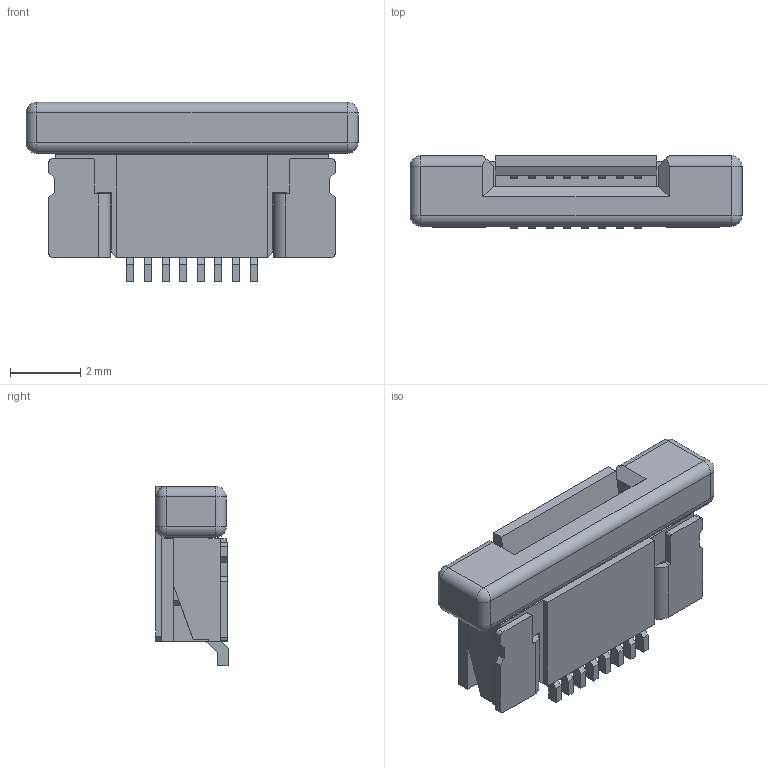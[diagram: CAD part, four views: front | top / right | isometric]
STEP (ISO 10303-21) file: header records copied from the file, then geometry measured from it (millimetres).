
FILE_DESCRIPTION(/* description */ (''),/* implementation_level */ '2;1');
FILE_NAME(/* name */ '1734839-8.step',/* time_stamp */ '2021-10-12T17:07:47+02:00',/* author */ (''),/* organization */ (''),/* preprocessor_version */ 'ST-DEVELOPER v18.1',/* originating_system */ 'Autodesk Translation Framework v10.10.0.1391',/* authorisation */ '');
FILE_SCHEMA (('AUTOMOTIVE_DESIGN { 1 0 10303 214 3 1 1 }'));
Length unit declared in the file: millimetre
Products named in the file (1): (Unsaved)
Bounding box: 9.43 x 2.05 x 5.11 mm (x, y, z)
Volume: 62.1 mm3; surface area: 210.8 mm2
Topology: 1 solids, 1 shells, 260 faces, 724 edges, 464 vertices
Faces by surface type: plane 214, cylinder 38, sphere 8
Entity records: 8440 total; most frequent: CARTESIAN_POINT 1449, ORIENTED_EDGE 1448, DIRECTION 1324, EDGE_CURVE 724, LINE 646, VECTOR 646, VERTEX_POINT 464, AXIS2_PLACEMENT_3D 339
